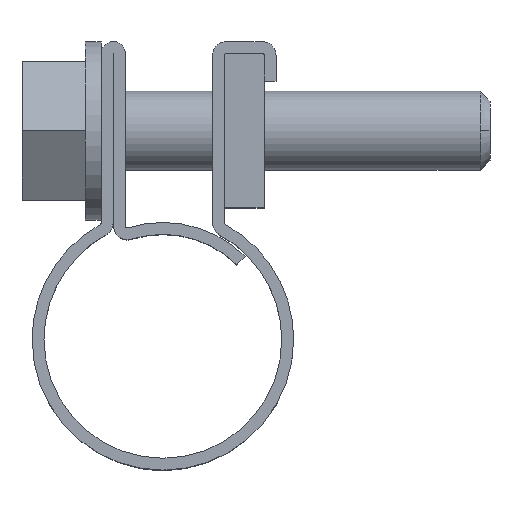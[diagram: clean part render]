
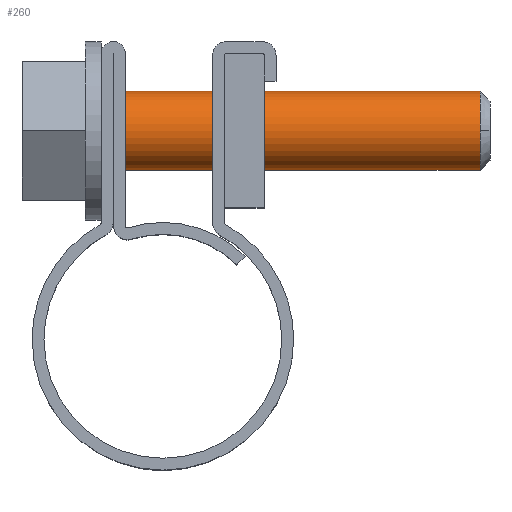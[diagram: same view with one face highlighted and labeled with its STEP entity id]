
A CAD part, top view. The second image highlights one B-rep face of the part: STEP entity #260.
In plain terms, the highlighted cylindrical face has radius 2 mm (diameter 4 mm), a partial arc.
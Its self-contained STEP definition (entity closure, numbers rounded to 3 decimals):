
#153 = DIRECTION ( 'NONE',  ( -1., 0., 0. ) ) ;
#260 = ADVANCED_FACE ( 'NONE', ( #5754 ), #1001, .T. ) ;
#324 = CARTESIAN_POINT ( 'NONE',  ( 16.01, 10.532, 0. ) ) ;
#616 = LINE ( 'NONE', #3289, #2008 ) ;
#892 = VERTEX_POINT ( 'NONE', #3604 ) ;
#913 = EDGE_CURVE ( 'NONE', #892, #2410, #4298, .T. ) ;
#1001 = CYLINDRICAL_SURFACE ( 'NONE', #5407, 2. ) ;
#1141 = ORIENTED_EDGE ( 'NONE', *, *, #5223, .T. ) ;
#1322 = AXIS2_PLACEMENT_3D ( 'NONE', #6185, #1443, #1472 ) ;
#1399 = VERTEX_POINT ( 'NONE', #2102 ) ;
#1443 = DIRECTION ( 'NONE',  ( -1., 0., 0. ) ) ;
#1472 = DIRECTION ( 'NONE',  ( 0., 0., 1. ) ) ;
#1521 = CARTESIAN_POINT ( 'NONE',  ( 16.01, 12.532, 0. ) ) ;
#1559 = CARTESIAN_POINT ( 'NONE',  ( 16.51, 8.532, 0. ) ) ;
#1583 = EDGE_CURVE ( 'NONE', #1399, #1808, #4584, .T. ) ;
#1630 = CARTESIAN_POINT ( 'NONE',  ( -3.11, 10.532, 0. ) ) ;
#1642 = CARTESIAN_POINT ( 'NONE',  ( -3.11, 8.532, 0. ) ) ;
#1808 = VERTEX_POINT ( 'NONE', #1642 ) ;
#1824 = CIRCLE ( 'NONE', #5039, 2. ) ;
#1883 = DIRECTION ( 'NONE',  ( -1., 0., 0. ) ) ;
#2008 = VECTOR ( 'NONE', #153, 1000. ) ;
#2044 = AXIS2_PLACEMENT_3D ( 'NONE', #1630, #3136, #4816 ) ;
#2102 = CARTESIAN_POINT ( 'NONE',  ( 16.01, 8.532, 0. ) ) ;
#2394 = ORIENTED_EDGE ( 'NONE', *, *, #1583, .F. ) ;
#2410 = VERTEX_POINT ( 'NONE', #1521 ) ;
#2435 = DIRECTION ( 'NONE',  ( -1., 0., 0. ) ) ;
#2856 = ORIENTED_EDGE ( 'NONE', *, *, #913, .T. ) ;
#2966 = VERTEX_POINT ( 'NONE', #4645 ) ;
#2995 = DIRECTION ( 'NONE',  ( -1., 0., 0. ) ) ;
#3124 = ORIENTED_EDGE ( 'NONE', *, *, #5271, .F. ) ;
#3136 = DIRECTION ( 'NONE',  ( -1., 0., 0. ) ) ;
#3289 = CARTESIAN_POINT ( 'NONE',  ( 16.51, 12.532, 0. ) ) ;
#3604 = CARTESIAN_POINT ( 'NONE',  ( 16.01, 10.532, 2. ) ) ;
#3725 = EDGE_CURVE ( 'NONE', #2410, #2966, #616, .T. ) ;
#4298 = CIRCLE ( 'NONE', #1322, 2. ) ;
#4481 = CIRCLE ( 'NONE', #2044, 2. ) ;
#4537 = DIRECTION ( 'NONE',  ( 0., -1., 0. ) ) ;
#4584 = LINE ( 'NONE', #1559, #6381 ) ;
#4645 = CARTESIAN_POINT ( 'NONE',  ( -3.11, 12.532, 0. ) ) ;
#4816 = DIRECTION ( 'NONE',  ( 0., -1., 0. ) ) ;
#4897 = EDGE_LOOP ( 'NONE', ( #1141, #2856, #5773, #3124, #2394 ) ) ;
#5039 = AXIS2_PLACEMENT_3D ( 'NONE', #324, #1883, #6740 ) ;
#5223 = EDGE_CURVE ( 'NONE', #1399, #892, #1824, .T. ) ;
#5226 = CARTESIAN_POINT ( 'NONE',  ( 16.51, 10.532, 0. ) ) ;
#5271 = EDGE_CURVE ( 'NONE', #1808, #2966, #4481, .T. ) ;
#5407 = AXIS2_PLACEMENT_3D ( 'NONE', #5226, #2435, #4537 ) ;
#5754 = FACE_OUTER_BOUND ( 'NONE', #4897, .T. ) ;
#5773 = ORIENTED_EDGE ( 'NONE', *, *, #3725, .T. ) ;
#6185 = CARTESIAN_POINT ( 'NONE',  ( 16.01, 10.532, 0. ) ) ;
#6381 = VECTOR ( 'NONE', #2995, 1000. ) ;
#6740 = DIRECTION ( 'NONE',  ( 0., 0., 1. ) ) ;
